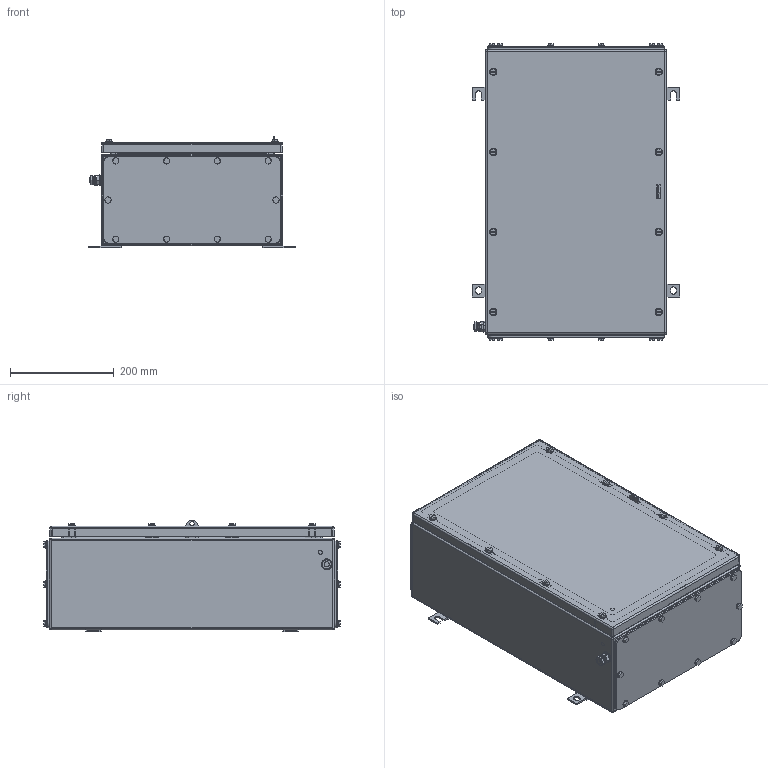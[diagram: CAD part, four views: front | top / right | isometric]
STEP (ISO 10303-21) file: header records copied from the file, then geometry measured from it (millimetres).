
FILE_DESCRIPTION(('CATIA V5 STEP Exchange','CAx-IF Rec.Pracs.--- Model Styling and Organization---1.4--- 2014-01-23'),'2;1');
FILE_NAME ('008566-5_2_1195270000_1195270000.stp','2019-08-06T07:28:23+00:00',('none'),('Weidmueller'),'CATIA Version 5-6 Release 2016 SP3 HF44','CATIA V5 STEP AP214','none');
FILE_SCHEMA(('AUTOMOTIVE_DESIGN { 1 0 10303 214 1 1 1 1 }'));
Products named in the file (1): 1195270000
Bounding box: 401 x 572 x 215 mm (x, y, z)
Volume: 1729972 mm3; surface area: 1925760.1 mm2
Topology: 92 solids, 92 shells, 2701 faces, 6356 edges, 3828 vertices
Faces by surface type: cylinder 1161, plane 1056, cone 184, torus 148, sphere 112, bspline 40
Entity records: 75892 total; most frequent: CARTESIAN_POINT 18121, ORIENTED_EDGE 12368, DIRECTION 10007, EDGE_CURVE 6184, AXIS2_PLACEMENT_3D 4472, VERTEX_POINT 3828, VECTOR 3440, LINE 3440
